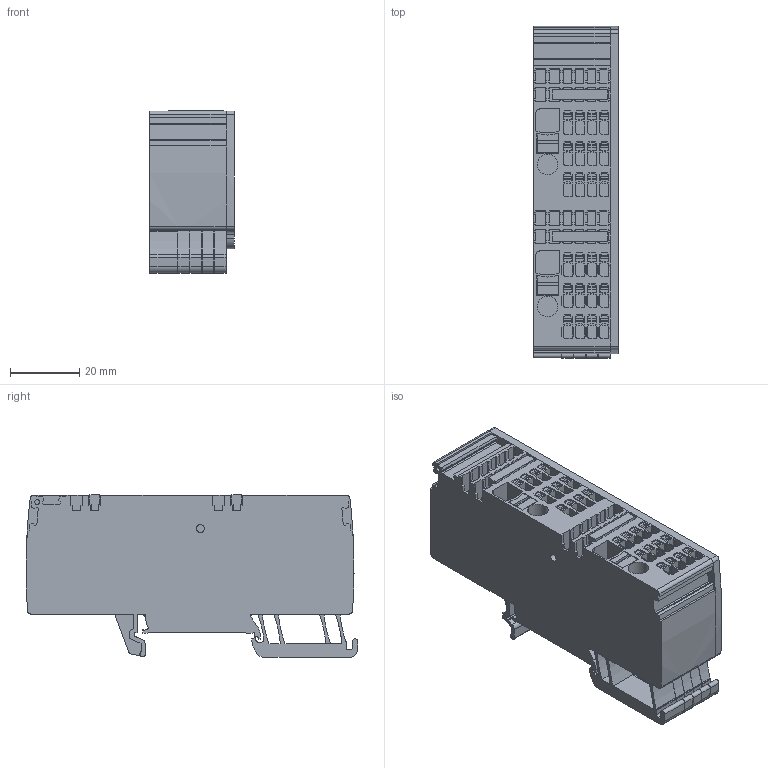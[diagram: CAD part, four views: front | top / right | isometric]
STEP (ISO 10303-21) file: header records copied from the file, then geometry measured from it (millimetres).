
FILE_DESCRIPTION(('CATIA V5 STEP Exchange','CAx-IF Rec.Pracs.--- Model Styling and Organization---1.5--- 2016-08-15','CAx-IF Rec.Pracs.---Supplemental Geometry---1.0---2011-11-01','CAx-IF Rec.Pracs.--- Composite Materials ---1.1---2010-07-15'),'2;1');
FILE_NAME ('D1463036_0', '2025-07-17T12:18:51+00:00', ('none'), ('Weidmueller'), 'CATIA Version 5-6 Release 2024 SP4', 'CATIA V5 STEP AP214 v3', 'none');
FILE_SCHEMA(('AUTOMOTIVE_DESIGN { 1 0 10303 214 1 1 1 1 }'));
Length unit declared in the file: millimetre
Products named in the file (1): 2506340000
Bounding box: 24.5 x 95.83 x 46.85 mm (x, y, z)
Volume: 77768.2 mm3; surface area: 32661.7 mm2
Topology: 1 solids, 31 shells, 1782 faces, 5527 edges, 3766 vertices
Faces by surface type: plane 1421, cylinder 355, extrusion 6
Entity records: 57688 total; most frequent: ORIENTED_EDGE 11054, CARTESIAN_POINT 10812, DIRECTION 7522, EDGE_CURVE 5527, VECTOR 4594, LINE 4588, VERTEX_POINT 3766, AXIS2_PLACEMENT_3D 1915
